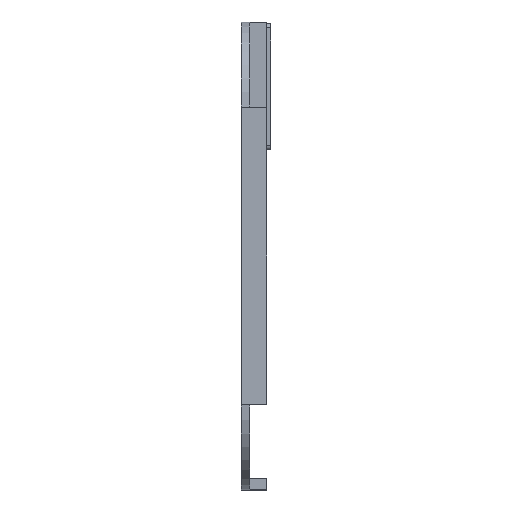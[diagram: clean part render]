
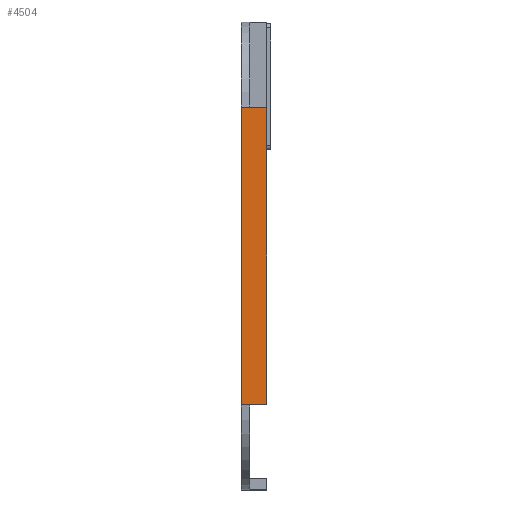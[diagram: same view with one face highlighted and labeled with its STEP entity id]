
A CAD part, left-side view. The second image highlights one B-rep face of the part: STEP entity #4504.
In plain terms, the highlighted planar face has unit normal (-1, 0, 0).
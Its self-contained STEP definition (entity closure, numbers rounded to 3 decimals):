
#121 = EDGE_CURVE ( 'NONE', #242, #4812, #3058, .T. ) ;
#242 = VERTEX_POINT ( 'NONE', #1460 ) ;
#244 = CARTESIAN_POINT ( 'NONE',  ( -45., 16., 17.4 ) ) ;
#397 = CARTESIAN_POINT ( 'NONE',  ( -45., 14., -17.4 ) ) ;
#495 = DIRECTION ( 'NONE',  ( 0., 1., 0. ) ) ;
#546 = DIRECTION ( 'NONE',  ( 0., 0., 1. ) ) ;
#662 = VECTOR ( 'NONE', #2071, 1000. ) ;
#671 = DIRECTION ( 'NONE',  ( 0., 0., 1. ) ) ;
#705 = ORIENTED_EDGE ( 'NONE', *, *, #2308, .T. ) ;
#832 = VECTOR ( 'NONE', #848, 1000. ) ;
#848 = DIRECTION ( 'NONE',  ( 0., 1., 0. ) ) ;
#922 = DIRECTION ( 'NONE',  ( 0., 0., 1. ) ) ;
#970 = VERTEX_POINT ( 'NONE', #2626 ) ;
#1050 = VECTOR ( 'NONE', #922, 1000. ) ;
#1054 = LINE ( 'NONE', #1415, #1628 ) ;
#1120 = ORIENTED_EDGE ( 'NONE', *, *, #3698, .T. ) ;
#1181 = ORIENTED_EDGE ( 'NONE', *, *, #2280, .F. ) ;
#1399 = AXIS2_PLACEMENT_3D ( 'NONE', #4185, #3345, #4211 ) ;
#1411 = CARTESIAN_POINT ( 'NONE',  ( -45., 16., 0. ) ) ;
#1415 = CARTESIAN_POINT ( 'NONE',  ( -45., 14., 0. ) ) ;
#1438 = LINE ( 'NONE', #1411, #1050 ) ;
#1460 = CARTESIAN_POINT ( 'NONE',  ( -45., 16., -17.5 ) ) ;
#1628 = VECTOR ( 'NONE', #671, 1000. ) ;
#1641 = DIRECTION ( 'NONE',  ( 0., -1., 0. ) ) ;
#1696 = FACE_OUTER_BOUND ( 'NONE', #4877, .T. ) ;
#1824 = VERTEX_POINT ( 'NONE', #3652 ) ;
#2071 = DIRECTION ( 'NONE',  ( 0., 0., 1. ) ) ;
#2104 = ORIENTED_EDGE ( 'NONE', *, *, #2578, .F. ) ;
#2136 = LINE ( 'NONE', #5432, #4255 ) ;
#2280 = EDGE_CURVE ( 'NONE', #970, #4812, #3731, .T. ) ;
#2308 = EDGE_CURVE ( 'NONE', #4238, #242, #2136, .T. ) ;
#2423 = VECTOR ( 'NONE', #3226, 1000. ) ;
#2578 = EDGE_CURVE ( 'NONE', #4238, #1824, #3228, .T. ) ;
#2621 = EDGE_CURVE ( 'NONE', #2992, #4158, #3389, .T. ) ;
#2626 = CARTESIAN_POINT ( 'NONE',  ( -45., 14., -17.4 ) ) ;
#2630 = ORIENTED_EDGE ( 'NONE', *, *, #5254, .T. ) ;
#2797 = CARTESIAN_POINT ( 'NONE',  ( -45., 17., 0. ) ) ;
#2848 = CARTESIAN_POINT ( 'NONE',  ( -45., 17., 17.5 ) ) ;
#2923 = CARTESIAN_POINT ( 'NONE',  ( -45., 14., 17.4 ) ) ;
#2992 = VERTEX_POINT ( 'NONE', #4957 ) ;
#3030 = CARTESIAN_POINT ( 'NONE',  ( -45., 16., 0. ) ) ;
#3058 = LINE ( 'NONE', #3030, #3768 ) ;
#3226 = DIRECTION ( 'NONE',  ( 0., -1., 0. ) ) ;
#3228 = LINE ( 'NONE', #2797, #662 ) ;
#3274 = ORIENTED_EDGE ( 'NONE', *, *, #121, .T. ) ;
#3316 = PLANE ( 'NONE',  #1399 ) ;
#3345 = DIRECTION ( 'NONE',  ( 1., 0., 0. ) ) ;
#3384 = CARTESIAN_POINT ( 'NONE',  ( -45., 17., -17.5 ) ) ;
#3389 = LINE ( 'NONE', #2923, #4188 ) ;
#3652 = CARTESIAN_POINT ( 'NONE',  ( -45., 17., 17.5 ) ) ;
#3698 = EDGE_CURVE ( 'NONE', #970, #2992, #1054, .T. ) ;
#3731 = LINE ( 'NONE', #397, #832 ) ;
#3748 = EDGE_CURVE ( 'NONE', #1824, #4325, #5257, .T. ) ;
#3768 = VECTOR ( 'NONE', #546, 1000. ) ;
#4067 = ORIENTED_EDGE ( 'NONE', *, *, #2621, .T. ) ;
#4158 = VERTEX_POINT ( 'NONE', #244 ) ;
#4185 = CARTESIAN_POINT ( 'NONE',  ( -45., 17., 0. ) ) ;
#4188 = VECTOR ( 'NONE', #495, 1000. ) ;
#4211 = DIRECTION ( 'NONE',  ( 0., 0., -1. ) ) ;
#4238 = VERTEX_POINT ( 'NONE', #3384 ) ;
#4255 = VECTOR ( 'NONE', #1641, 1000. ) ;
#4325 = VERTEX_POINT ( 'NONE', #4813 ) ;
#4504 = ADVANCED_FACE ( 'NONE', ( #1696 ), #3316, .F. ) ;
#4509 = CARTESIAN_POINT ( 'NONE',  ( -45., 16., -17.4 ) ) ;
#4812 = VERTEX_POINT ( 'NONE', #4509 ) ;
#4813 = CARTESIAN_POINT ( 'NONE',  ( -45., 16., 17.5 ) ) ;
#4868 = ORIENTED_EDGE ( 'NONE', *, *, #3748, .F. ) ;
#4877 = EDGE_LOOP ( 'NONE', ( #3274, #1181, #1120, #4067, #2630, #4868, #2104, #705 ) ) ;
#4957 = CARTESIAN_POINT ( 'NONE',  ( -45., 14., 17.4 ) ) ;
#5254 = EDGE_CURVE ( 'NONE', #4158, #4325, #1438, .T. ) ;
#5257 = LINE ( 'NONE', #2848, #2423 ) ;
#5432 = CARTESIAN_POINT ( 'NONE',  ( -45., 17., -17.5 ) ) ;
